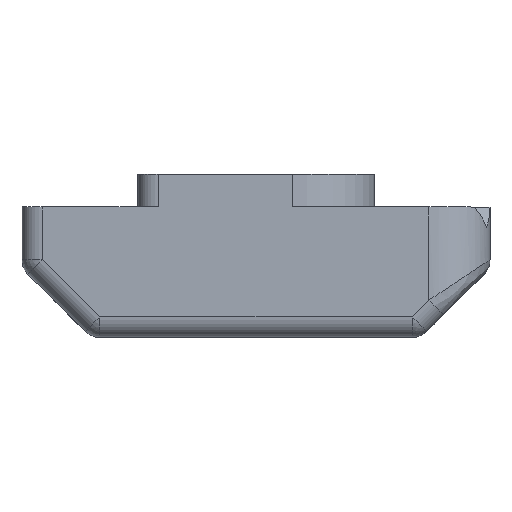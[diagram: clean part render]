
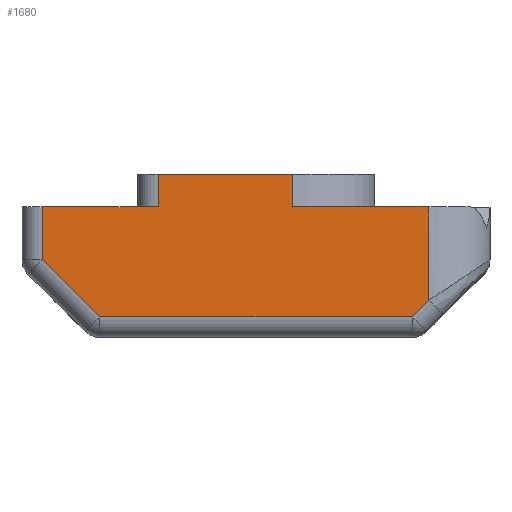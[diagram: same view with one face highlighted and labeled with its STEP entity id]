
A CAD part, top view. The second image highlights one B-rep face of the part: STEP entity #1680.
In plain terms, the highlighted planar face has unit normal (0, 0, 1).
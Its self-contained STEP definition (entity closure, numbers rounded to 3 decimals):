
#220=CARTESIAN_POINT('',(-8.15,4.0,6.));
#221=VERTEX_POINT('',#220);
#229=CARTESIAN_POINT('',(-4.85,4.0,6.));
#230=VERTEX_POINT('',#229);
#231=CARTESIAN_POINT('',(-8.15,4.0,6.));
#232=DIRECTION('',(1.0,0.0,0.0));
#233=VECTOR('',#232,3.3);
#234=LINE('',#231,#233);
#235=EDGE_CURVE('',#221,#230,#234,.T.);
#927=CARTESIAN_POINT('',(-4.85,3.2,6.));
#928=VERTEX_POINT('',#927);
#936=CARTESIAN_POINT('',(-1.5,3.2,6.));
#937=VERTEX_POINT('',#936);
#938=CARTESIAN_POINT('',(-1.5,3.2,6.));
#939=DIRECTION('',(-1.0,0.0,0.0));
#940=VECTOR('',#939,3.35);
#941=LINE('',#938,#940);
#942=EDGE_CURVE('',#937,#928,#941,.T.);
#1130=CARTESIAN_POINT('',(-1.5,0.907,6.));
#1131=VERTEX_POINT('',#1130);
#1132=CARTESIAN_POINT('',(-1.5,3.2,6.));
#1133=DIRECTION('',(0.0,-1.0,0.0));
#1134=VECTOR('',#1133,2.293);
#1135=LINE('',#1132,#1134);
#1136=EDGE_CURVE('',#937,#1131,#1135,.T.);
#1354=CARTESIAN_POINT('',(-1.907,0.5,6.));
#1355=VERTEX_POINT('',#1354);
#1372=CARTESIAN_POINT('',(-1.5,0.907,6.));
#1373=DIRECTION('',(-0.707,-0.707,0.0));
#1374=VECTOR('',#1373,0.576);
#1375=LINE('',#1372,#1374);
#1376=EDGE_CURVE('',#1131,#1355,#1375,.T.);
#1386=CARTESIAN_POINT('',(-9.593,0.5,6.));
#1387=VERTEX_POINT('',#1386);
#1403=CARTESIAN_POINT('',(-1.907,0.5,6.));
#1404=DIRECTION('',(-1.0,0.0,0.0));
#1405=VECTOR('',#1404,7.686);
#1406=LINE('',#1403,#1405);
#1407=EDGE_CURVE('',#1355,#1387,#1406,.T.);
#1434=CARTESIAN_POINT('',(-11.0,1.907,6.));
#1435=VERTEX_POINT('',#1434);
#1458=CARTESIAN_POINT('',(-9.593,0.5,6.));
#1459=DIRECTION('',(-0.707,0.707,0.0));
#1460=VECTOR('',#1459,1.99);
#1461=LINE('',#1458,#1460);
#1462=EDGE_CURVE('',#1387,#1435,#1461,.T.);
#1627=CARTESIAN_POINT('',(-11.0,3.2,6.));
#1628=VERTEX_POINT('',#1627);
#1629=CARTESIAN_POINT('',(-11.0,1.907,6.));
#1630=DIRECTION('',(0.0,1.0,0.0));
#1631=VECTOR('',#1630,1.293);
#1632=LINE('',#1629,#1631);
#1633=EDGE_CURVE('',#1435,#1628,#1632,.T.);
#1646=CARTESIAN_POINT('',(-11.5,0.0,6.));
#1647=DIRECTION('',(0.0,0.0,1.0));
#1648=DIRECTION('',(1.0,0.0,0.0));
#1649=AXIS2_PLACEMENT_3D('',#1646,#1647,#1648);
#1650=PLANE('',#1649);
#1651=ORIENTED_EDGE('',*,*,#1462,.F.);
#1652=ORIENTED_EDGE('',*,*,#1407,.F.);
#1653=ORIENTED_EDGE('',*,*,#1376,.F.);
#1654=ORIENTED_EDGE('',*,*,#1136,.F.);
#1655=ORIENTED_EDGE('',*,*,#942,.T.);
#1656=CARTESIAN_POINT('',(-4.85,4.0,6.));
#1657=DIRECTION('',(0.0,-1.0,0.0));
#1658=VECTOR('',#1657,0.8);
#1659=LINE('',#1656,#1658);
#1660=EDGE_CURVE('',#230,#928,#1659,.T.);
#1661=ORIENTED_EDGE('',*,*,#1660,.F.);
#1662=ORIENTED_EDGE('',*,*,#235,.F.);
#1663=CARTESIAN_POINT('',(-8.15,3.2,6.));
#1664=VERTEX_POINT('',#1663);
#1665=CARTESIAN_POINT('',(-8.15,3.2,6.));
#1666=DIRECTION('',(0.0,1.0,0.0));
#1667=VECTOR('',#1666,0.8);
#1668=LINE('',#1665,#1667);
#1669=EDGE_CURVE('',#1664,#221,#1668,.T.);
#1670=ORIENTED_EDGE('',*,*,#1669,.F.);
#1671=CARTESIAN_POINT('',(-8.15,3.2,6.));
#1672=DIRECTION('',(-1.0,0.0,0.0));
#1673=VECTOR('',#1672,2.85);
#1674=LINE('',#1671,#1673);
#1675=EDGE_CURVE('',#1664,#1628,#1674,.T.);
#1676=ORIENTED_EDGE('',*,*,#1675,.T.);
#1677=ORIENTED_EDGE('',*,*,#1633,.F.);
#1678=EDGE_LOOP('',(#1651,#1652,#1653,#1654,#1655,#1661,#1662,#1670,#1676,#1677));
#1679=FACE_OUTER_BOUND('',#1678,.T.);
#1680=ADVANCED_FACE('',(#1679),#1650,.T.);
